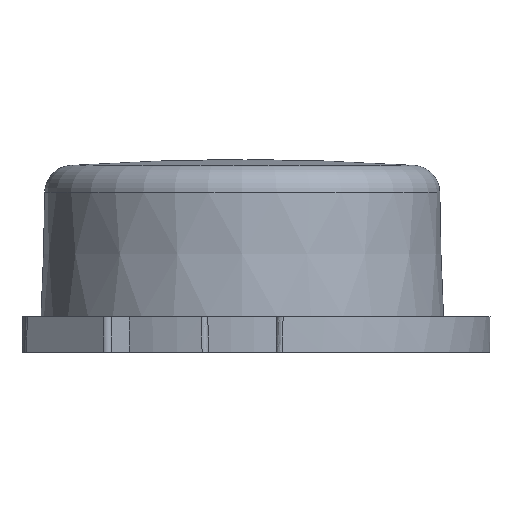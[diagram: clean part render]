
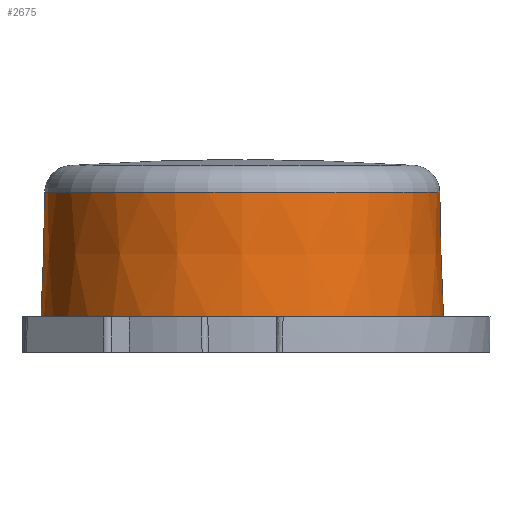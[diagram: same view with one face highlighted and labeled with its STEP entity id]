
A CAD part, left-side view. The second image highlights one B-rep face of the part: STEP entity #2675.
In plain terms, the highlighted conical face has half-angle 1.7 degrees and reference radius 3.675 mm.
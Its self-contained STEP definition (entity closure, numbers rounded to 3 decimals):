
#73=CONICAL_SURFACE('',#2904,3.675,0.03);
#111=CIRCLE('',#2839,3.656);
#146=CIRCLE('',#2905,3.589);
#147=CIRCLE('',#2906,3.589);
#275=LINE('',#4339,#356);
#356=VECTOR('',#3269,3.675);
#475=FACE_OUTER_BOUND('',#630,.T.);
#630=EDGE_LOOP('',(#1876,#1877,#1878,#1879,#1880));
#994=VERTEX_POINT('',#3923);
#1053=VERTEX_POINT('',#4336);
#1054=VERTEX_POINT('',#4337);
#1288=EDGE_CURVE('',#994,#994,#111,.T.);
#1375=EDGE_CURVE('',#1053,#1054,#146,.T.);
#1376=EDGE_CURVE('',#1053,#994,#275,.T.);
#1377=EDGE_CURVE('',#1054,#1053,#147,.T.);
#1876=ORIENTED_EDGE('',*,*,#1375,.F.);
#1877=ORIENTED_EDGE('',*,*,#1376,.T.);
#1878=ORIENTED_EDGE('',*,*,#1288,.F.);
#1879=ORIENTED_EDGE('',*,*,#1376,.F.);
#1880=ORIENTED_EDGE('',*,*,#1377,.F.);
#2675=ADVANCED_FACE('',(#475),#73,.T.);
#2839=AXIS2_PLACEMENT_3D('',#3924,#3114,#3115);
#2904=AXIS2_PLACEMENT_3D('',#4335,#3265,#3266);
#2905=AXIS2_PLACEMENT_3D('',#4338,#3267,#3268);
#2906=AXIS2_PLACEMENT_3D('',#4340,#3270,#3271);
#3114=DIRECTION('center_axis',(0.,0.,-1.));
#3115=DIRECTION('ref_axis',(1.,0.,0.));
#3265=DIRECTION('center_axis',(0.,0.,-1.));
#3266=DIRECTION('ref_axis',(1.,0.,0.));
#3267=DIRECTION('center_axis',(0.,0.,1.));
#3268=DIRECTION('ref_axis',(1.,0.,0.));
#3269=DIRECTION('',(-0.03,0.,-1.));
#3270=DIRECTION('center_axis',(0.,0.,1.));
#3271=DIRECTION('ref_axis',(1.,0.,0.));
#3923=CARTESIAN_POINT('',(-3.656,0.,0.65));
#3924=CARTESIAN_POINT('Origin',(0.,0.,0.65));
#4335=CARTESIAN_POINT('Origin',(0.,0.,0.));
#4336=CARTESIAN_POINT('',(-3.589,0.,2.912));
#4337=CARTESIAN_POINT('',(3.589,0.,2.912));
#4338=CARTESIAN_POINT('Origin',(0.,0.,2.912));
#4339=CARTESIAN_POINT('',(-3.675,0.,0.));
#4340=CARTESIAN_POINT('Origin',(0.,0.,2.912));
